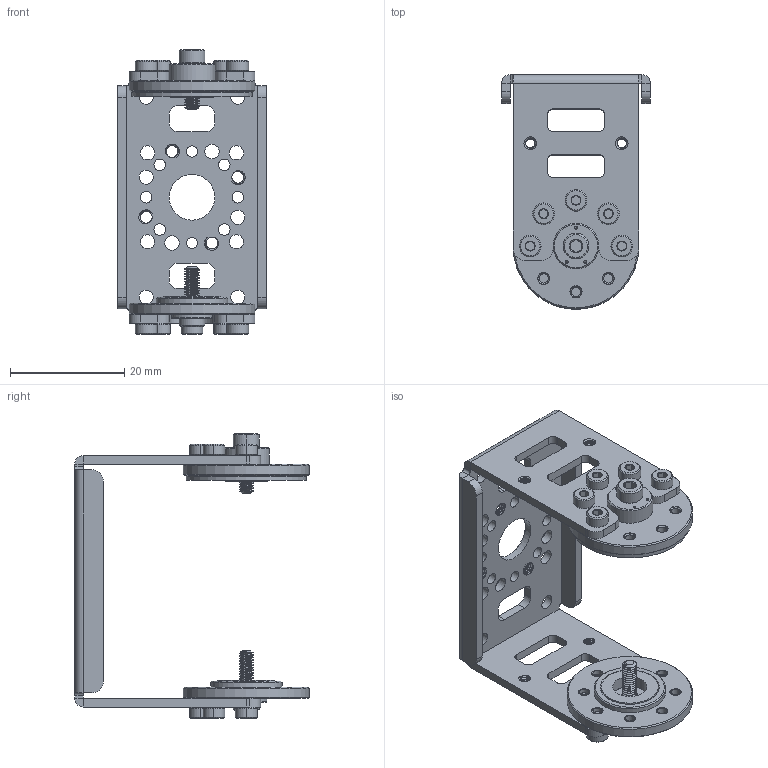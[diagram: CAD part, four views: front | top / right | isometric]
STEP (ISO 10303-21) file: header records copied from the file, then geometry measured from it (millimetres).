
FILE_DESCRIPTION(/* description */ (''),/* implementation_level */ '2;1');
FILE_NAME(/* name */ 'FR07-H101-w-fasteners_v7.step',/* time_stamp */ '2023-01-15T11:57:08-08:00',/* author */ (''),/* organization */ (''),/* preprocessor_version */ 'ST-DEVELOPER v19.2',/* originating_system */ 'Autodesk Translation Framework v11.17.0.187',/* authorisation */ '');
FILE_SCHEMA (('AUTOMOTIVE_DESIGN { 1 0 10303 214 3 1 1 }'));
Length unit declared in the file: millimetre
Products named in the file (22): FR07-H101-w-fasteners; HN07-i101; RX28-CAP; HN07-N101; Fasteners; M2 x 3; M2 x 3_1; M2 x 3_2; M2 x 3_3; M2 x 3_4; M2 x 3_5; M2 x 3_6; M2 x 3_7; M2 x 3_8; M2 x 3_9; 91292A003_18-8 Stainless Steel Socket Head Screw; M2.5 x 8; M2.5 x 8_1; 91292A012_18-8 Stainless Steel Socket Head Screw; MF106ZZ; FR07-H101; frame washer
Assembly tree (31 placements, depth 4):
  FR07-H101-w-fasteners
    HN07-i101
    RX28-CAP
    HN07-N101
    Fasteners
      M2 x 3
        91292A003_18-8 Stainless Steel Socket Head Screw
      M2 x 3_1
        91292A003_18-8 Stainless Steel Socket Head Screw
      M2 x 3_2
        91292A003_18-8 Stainless Steel Socket Head Screw
      M2 x 3_3
        91292A003_18-8 Stainless Steel Socket Head Screw
      M2 x 3_4
        91292A003_18-8 Stainless Steel Socket Head Screw
      M2 x 3_5
        91292A003_18-8 Stainless Steel Socket Head Screw
      M2 x 3_6
        91292A003_18-8 Stainless Steel Socket Head Screw
      M2 x 3_7
        91292A003_18-8 Stainless Steel Socket Head Screw
      M2 x 3_8
        91292A003_18-8 Stainless Steel Socket Head Screw
      M2 x 3_9
        91292A003_18-8 Stainless Steel Socket Head Screw
      M2.5 x 8
        91292A012_18-8 Stainless Steel Socket Head Screw
      M2.5 x 8_1
        91292A012_18-8 Stainless Steel Socket Head Screw
    MF106ZZ
    FR07-H101
    frame washer
Bounding box: 26 x 41 x 49.85 mm (x, y, z)
Volume: 5502.6 mm3; surface area: 9894.4 mm2
Topology: 18 solids, 34 shells, 1189 faces, 3099 edges, 1977 vertices
Faces by surface type: cylinder 697, plane 250, cone 202, bspline 40
Full cylindrical faces by diameter (mm): 1.6 x16, 1.623 x8, 2 x34, 2.074 x4, 2.075 x4, 2.5 x12, 2.6 x1, 2.7 x1, 4.8 x1, 6 x3, 7.2 x1, 8 x3, 8.1 x1, 10 x2, 11.2 x1, 11.6 x1, 12.5 x1, 21 x1, 22 x2
Entity records: 27342 total; most frequent: CARTESIAN_POINT 12724, ORIENTED_EDGE 3104, DIRECTION 2745, EDGE_CURVE 1568, AXIS2_PLACEMENT_3D 1070, VERTEX_POINT 1012, EDGE_LOOP 732, LINE 605
